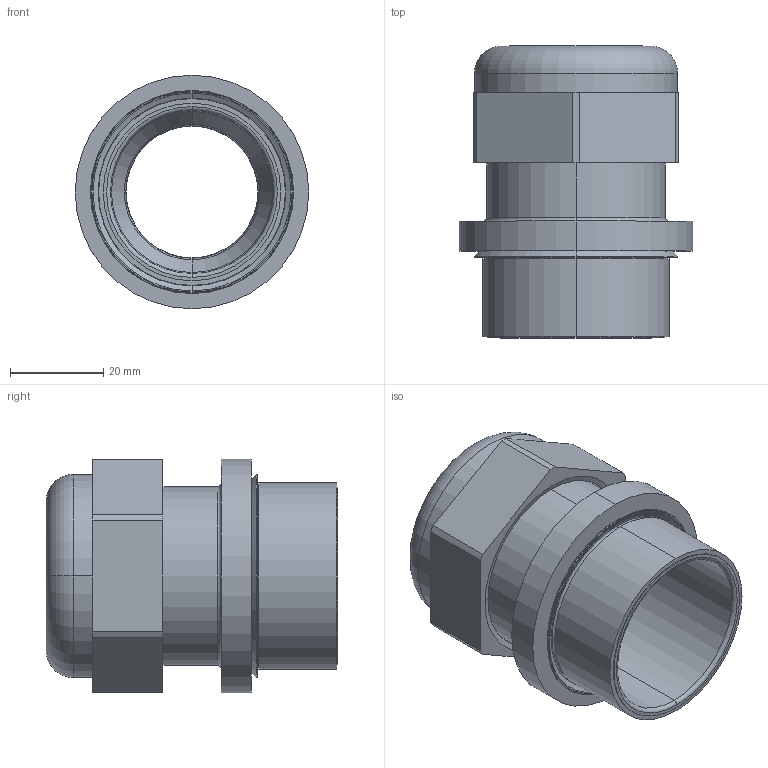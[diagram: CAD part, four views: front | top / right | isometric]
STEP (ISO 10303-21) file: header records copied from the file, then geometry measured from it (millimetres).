
FILE_DESCRIPTION (( 'STEP AP214' ), '1' );
FILE_NAME ('2022974.stp', '2017-08-01T05:55:37', ( '' ), ( '' ), 'SwSTEP 2.0', 'SolidWorks 2016', '' );
FILE_SCHEMA (( 'AUTOMOTIVE_DESIGN' ));
Length unit declared in the file: millimetre
Products named in the file (3): 0006114_technische Darstellung; 2022974; 0041408_technische Darstellung
Assembly tree (2 placements, depth 2):
  2022974
    0041408_technische Darstellung
    0006114_technische Darstellung
Bounding box: 50 x 62.5 x 50 mm (x, y, z)
Volume: 31674.3 mm3; surface area: 23910.8 mm2
Topology: 2 solids, 2 shells, 93 faces, 198 edges, 118 vertices
Faces by surface type: cylinder 32, torus 26, plane 19, cone 16
Entity records: 2646 total; most frequent: DIRECTION 526, CARTESIAN_POINT 414, ORIENTED_EDGE 396, AXIS2_PLACEMENT_3D 230, EDGE_CURVE 198, CIRCLE 132, VERTEX_POINT 118, EDGE_LOOP 106
